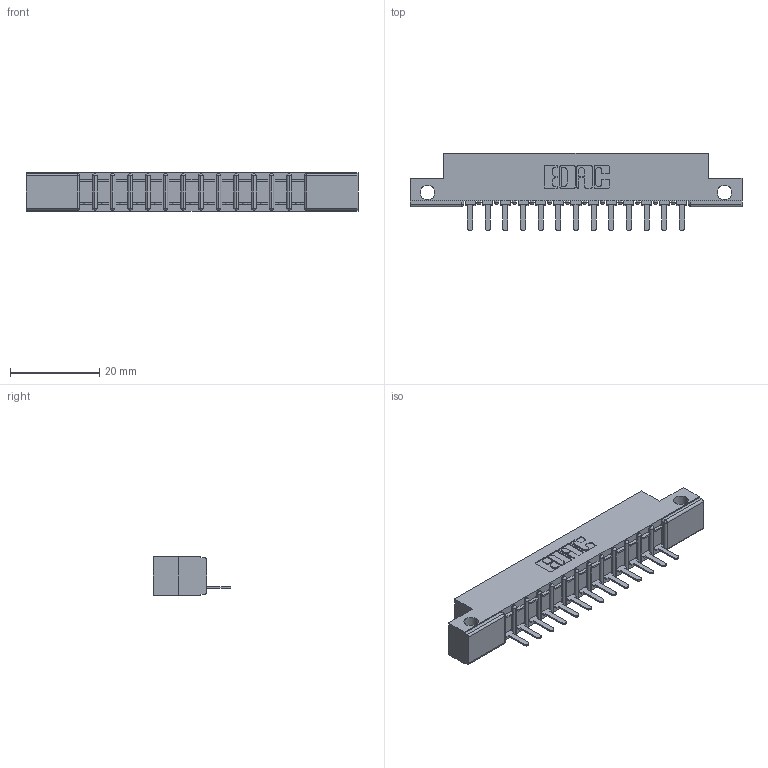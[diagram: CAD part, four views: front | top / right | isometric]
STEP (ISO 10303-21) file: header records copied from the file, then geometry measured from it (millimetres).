
FILE_DESCRIPTION (( 'STEP AP203' ), '1' );
FILE_NAME ('357-013-521-112.STEP', '2018-08-07T23:00:47', ( '' ), ( '' ), 'SwSTEP 2.0', 'SolidWorks 2016', '' );
FILE_SCHEMA (( 'CONFIG_CONTROL_DESIGN' ));
Length unit declared in the file: inch
Products named in the file (3): 357-013-521-112; 307 Part_.128 Dia Side Mounting Holes; 307-290-002_521
Assembly tree (14 placements, depth 2):
  357-013-521-112
    307 Part_.128 Dia Side Mounting Holes
    307-290-002_521  x13
Bounding box: 74.52 x 17.42 x 8.71 mm (x, y, z)
Volume: 4840.1 mm3; surface area: 8173 mm2
Topology: 14 solids, 14 shells, 1094 faces, 3339 edges, 2186 vertices
Faces by surface type: plane 655, cylinder 411, sphere 28
Entity records: 15440 total; most frequent: CARTESIAN_POINT 2600, ORIENTED_EDGE 2590, DIRECTION 2539, EDGE_CURVE 1295, LINE 977, VECTOR 977, VERTEX_POINT 842, AXIS2_PLACEMENT_3D 781
